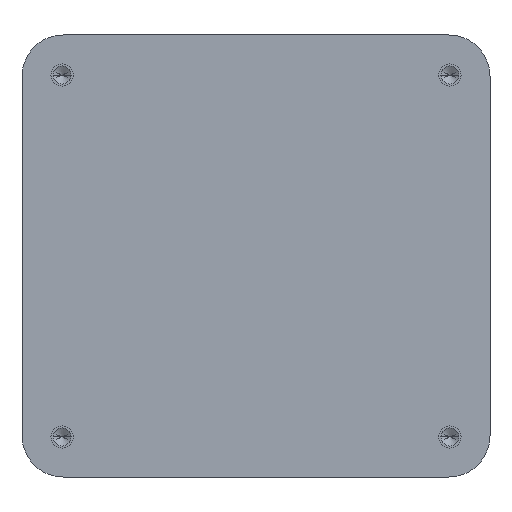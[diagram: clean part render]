
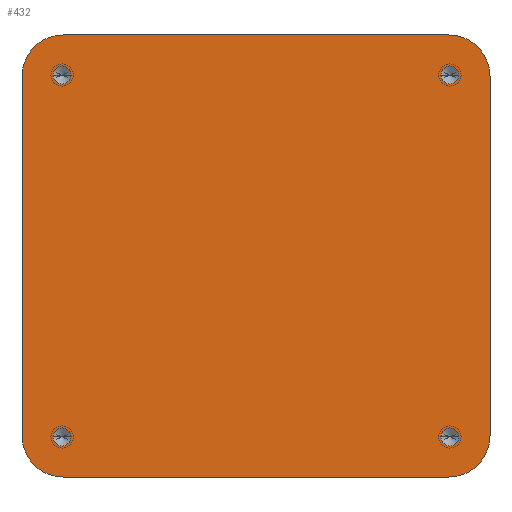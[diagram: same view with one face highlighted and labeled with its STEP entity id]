
A CAD part, front view. The second image highlights one B-rep face of the part: STEP entity #432.
In plain terms, the highlighted planar face has unit normal (0, -1, 0).
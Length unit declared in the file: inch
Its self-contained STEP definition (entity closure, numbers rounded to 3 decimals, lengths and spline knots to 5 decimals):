
#1=CARTESIAN_POINT('',(-0.745,0.,-0.695));
#2=DIRECTION('',(0.,-1.,0.));
#3=DIRECTION('',(-1.,0.,0.));
#4=AXIS2_PLACEMENT_3D('',#1,#2,#3);
#6=DIRECTION('',(0.,0.,1.));
#7=VECTOR('',#6,1.39);
#8=CARTESIAN_POINT('',(-0.905,0.,-0.695));
#9=LINE('',#8,#7);
#10=CARTESIAN_POINT('',(-0.745,0.,0.695));
#11=DIRECTION('',(0.,-1.,0.));
#12=DIRECTION('',(0.,0.,1.));
#13=AXIS2_PLACEMENT_3D('',#10,#11,#12);
#15=DIRECTION('',(1.,0.,0.));
#16=VECTOR('',#15,1.49);
#17=CARTESIAN_POINT('',(-0.745,0.,0.855));
#18=LINE('',#17,#16);
#19=CARTESIAN_POINT('',(0.745,0.,0.695));
#20=DIRECTION('',(0.,-1.,0.));
#21=DIRECTION('',(1.,0.,0.));
#22=AXIS2_PLACEMENT_3D('',#19,#20,#21);
#24=DIRECTION('',(0.,0.,-1.));
#25=VECTOR('',#24,1.39);
#26=CARTESIAN_POINT('',(0.905,0.,0.695));
#27=LINE('',#26,#25);
#28=CARTESIAN_POINT('',(0.745,0.,-0.695));
#29=DIRECTION('',(0.,-1.,0.));
#30=DIRECTION('',(0.,0.,-1.));
#31=AXIS2_PLACEMENT_3D('',#28,#29,#30);
#33=DIRECTION('',(-1.,0.,0.));
#34=VECTOR('',#33,1.49);
#35=CARTESIAN_POINT('',(0.745,0.,-0.855));
#36=LINE('',#35,#34);
#37=CARTESIAN_POINT('',(-0.75,0.,0.7));
#38=DIRECTION('',(0.,-1.,0.));
#39=DIRECTION('',(-1.,0.,0.));
#40=AXIS2_PLACEMENT_3D('',#37,#38,#39);
#42=CARTESIAN_POINT('',(-0.75,0.,0.7));
#43=DIRECTION('',(0.,-1.,0.));
#44=DIRECTION('',(1.,0.,0.));
#45=AXIS2_PLACEMENT_3D('',#42,#43,#44);
#47=CARTESIAN_POINT('',(0.75,0.,0.7));
#48=DIRECTION('',(0.,-1.,0.));
#49=DIRECTION('',(-1.,0.,0.));
#50=AXIS2_PLACEMENT_3D('',#47,#48,#49);
#52=CARTESIAN_POINT('',(0.75,0.,0.7));
#53=DIRECTION('',(0.,-1.,0.));
#54=DIRECTION('',(1.,0.,0.));
#55=AXIS2_PLACEMENT_3D('',#52,#53,#54);
#57=CARTESIAN_POINT('',(-0.75,0.,-0.7));
#58=DIRECTION('',(0.,-1.,0.));
#59=DIRECTION('',(-1.,0.,0.));
#60=AXIS2_PLACEMENT_3D('',#57,#58,#59);
#62=CARTESIAN_POINT('',(-0.75,0.,-0.7));
#63=DIRECTION('',(0.,-1.,0.));
#64=DIRECTION('',(1.,0.,0.));
#65=AXIS2_PLACEMENT_3D('',#62,#63,#64);
#67=CARTESIAN_POINT('',(0.75,0.,-0.7));
#68=DIRECTION('',(0.,-1.,0.));
#69=DIRECTION('',(-1.,0.,0.));
#70=AXIS2_PLACEMENT_3D('',#67,#68,#69);
#72=CARTESIAN_POINT('',(0.75,0.,-0.7));
#73=DIRECTION('',(0.,-1.,0.));
#74=DIRECTION('',(1.,0.,0.));
#75=AXIS2_PLACEMENT_3D('',#72,#73,#74);
#313=CARTESIAN_POINT('',(-0.905,0.,-0.695));
#314=CARTESIAN_POINT('',(-0.745,0.,-0.855));
#315=VERTEX_POINT('',#313);
#316=VERTEX_POINT('',#314);
#323=CARTESIAN_POINT('',(0.745,0.,-0.855));
#324=CARTESIAN_POINT('',(0.905,0.,-0.695));
#325=VERTEX_POINT('',#323);
#326=VERTEX_POINT('',#324);
#333=CARTESIAN_POINT('',(0.905,0.,0.695));
#334=CARTESIAN_POINT('',(0.745,0.,0.855));
#335=VERTEX_POINT('',#333);
#336=VERTEX_POINT('',#334);
#341=CARTESIAN_POINT('',(-0.745,0.,0.855));
#342=CARTESIAN_POINT('',(-0.905,0.,0.695));
#343=VERTEX_POINT('',#341);
#344=VERTEX_POINT('',#342);
#351=CARTESIAN_POINT('',(-0.785,0.,0.7));
#352=CARTESIAN_POINT('',(-0.715,0.,0.7));
#353=VERTEX_POINT('',#351);
#354=VERTEX_POINT('',#352);
#361=CARTESIAN_POINT('',(0.715,0.,0.7));
#362=CARTESIAN_POINT('',(0.785,0.,0.7));
#363=VERTEX_POINT('',#361);
#364=VERTEX_POINT('',#362);
#371=CARTESIAN_POINT('',(-0.785,0.,-0.7));
#372=CARTESIAN_POINT('',(-0.715,0.,-0.7));
#373=VERTEX_POINT('',#371);
#374=VERTEX_POINT('',#372);
#381=CARTESIAN_POINT('',(0.715,0.,-0.7));
#382=CARTESIAN_POINT('',(0.785,0.,-0.7));
#383=VERTEX_POINT('',#381);
#384=VERTEX_POINT('',#382);
#385=CARTESIAN_POINT('',(0.,0.,0.));
#386=DIRECTION('',(0.,1.,0.));
#387=DIRECTION('',(1.,0.,0.));
#388=AXIS2_PLACEMENT_3D('',#385,#386,#387);
#389=PLANE('',#388);
#391=ORIENTED_EDGE('',*,*,#390,.F.);
#393=ORIENTED_EDGE('',*,*,#392,.T.);
#395=ORIENTED_EDGE('',*,*,#394,.F.);
#397=ORIENTED_EDGE('',*,*,#396,.T.);
#399=ORIENTED_EDGE('',*,*,#398,.F.);
#401=ORIENTED_EDGE('',*,*,#400,.T.);
#403=ORIENTED_EDGE('',*,*,#402,.F.);
#405=ORIENTED_EDGE('',*,*,#404,.T.);
#406=EDGE_LOOP('',(#391,#393,#395,#397,#399,#401,#403,#405));
#407=FACE_OUTER_BOUND('',#406,.F.);
#409=ORIENTED_EDGE('',*,*,#408,.T.);
#411=ORIENTED_EDGE('',*,*,#410,.T.);
#412=EDGE_LOOP('',(#409,#411));
#413=FACE_BOUND('',#412,.F.);
#415=ORIENTED_EDGE('',*,*,#414,.T.);
#417=ORIENTED_EDGE('',*,*,#416,.T.);
#418=EDGE_LOOP('',(#415,#417));
#419=FACE_BOUND('',#418,.F.);
#421=ORIENTED_EDGE('',*,*,#420,.T.);
#423=ORIENTED_EDGE('',*,*,#422,.T.);
#424=EDGE_LOOP('',(#421,#423));
#425=FACE_BOUND('',#424,.F.);
#427=ORIENTED_EDGE('',*,*,#426,.T.);
#429=ORIENTED_EDGE('',*,*,#428,.T.);
#430=EDGE_LOOP('',(#427,#429));
#431=FACE_BOUND('',#430,.F.);
#432=ADVANCED_FACE('',(#407,#413,#419,#425,#431),#389,.F.);
#5=CIRCLE('',#4,0.16);
#14=CIRCLE('',#13,0.16);
#23=CIRCLE('',#22,0.16);
#32=CIRCLE('',#31,0.16);
#41=CIRCLE('',#40,0.035);
#46=CIRCLE('',#45,0.035);
#51=CIRCLE('',#50,0.035);
#56=CIRCLE('',#55,0.035);
#61=CIRCLE('',#60,0.035);
#66=CIRCLE('',#65,0.035);
#71=CIRCLE('',#70,0.035);
#76=CIRCLE('',#75,0.035);
#390=EDGE_CURVE('',#315,#316,#5,.T.);
#392=EDGE_CURVE('',#315,#344,#9,.T.);
#394=EDGE_CURVE('',#343,#344,#14,.T.);
#396=EDGE_CURVE('',#343,#336,#18,.T.);
#398=EDGE_CURVE('',#335,#336,#23,.T.);
#400=EDGE_CURVE('',#335,#326,#27,.T.);
#402=EDGE_CURVE('',#325,#326,#32,.T.);
#404=EDGE_CURVE('',#325,#316,#36,.T.);
#408=EDGE_CURVE('',#353,#354,#41,.T.);
#410=EDGE_CURVE('',#354,#353,#46,.T.);
#414=EDGE_CURVE('',#363,#364,#51,.T.);
#416=EDGE_CURVE('',#364,#363,#56,.T.);
#420=EDGE_CURVE('',#373,#374,#61,.T.);
#422=EDGE_CURVE('',#374,#373,#66,.T.);
#426=EDGE_CURVE('',#383,#384,#71,.T.);
#428=EDGE_CURVE('',#384,#383,#76,.T.);
